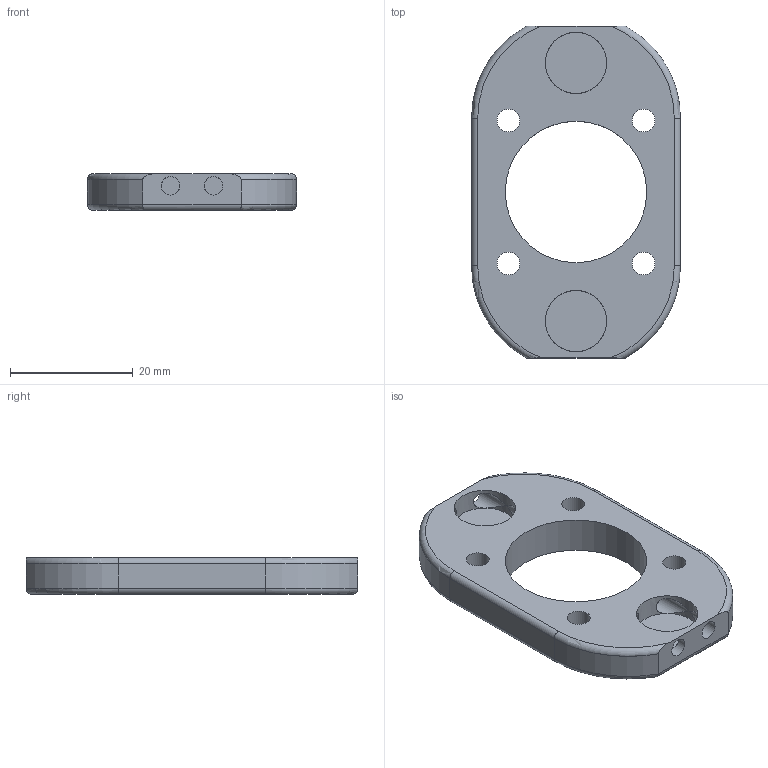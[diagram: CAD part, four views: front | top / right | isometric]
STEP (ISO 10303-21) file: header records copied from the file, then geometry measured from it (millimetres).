
FILE_DESCRIPTION(('FreeCAD Model'),'2;1');
FILE_NAME('Open CASCADE Shape Model','2025-03-13T21:33:36',('Author'),( ''),'Open CASCADE STEP processor 7.8','FreeCAD','Unknown');
FILE_SCHEMA(('AUTOMOTIVE_DESIGN { 1 0 10303 214 1 1 1 1 }'));
Length unit declared in the file: millimetre
Products named in the file (1): Body
Bounding box: 34 x 54 x 6 mm (x, y, z)
Volume: 6477.8 mm3; surface area: 4433.6 mm2
Topology: 1 solids, 1 shells, 49 faces, 119 edges, 70 vertices
Faces by surface type: cylinder 29, plane 12, torus 8
Full cylindrical faces by diameter (mm): 3 x8, 3.7 x4, 10 x2, 23 x1
Entity records: 2961 total; most frequent: CARTESIAN_POINT 1775, DIRECTION 245, ORIENTED_EDGE 238, EDGE_CURVE 119, AXIS2_PLACEMENT_3D 104, VERTEX_POINT 70, FACE_BOUND 65, EDGE_LOOP 65
